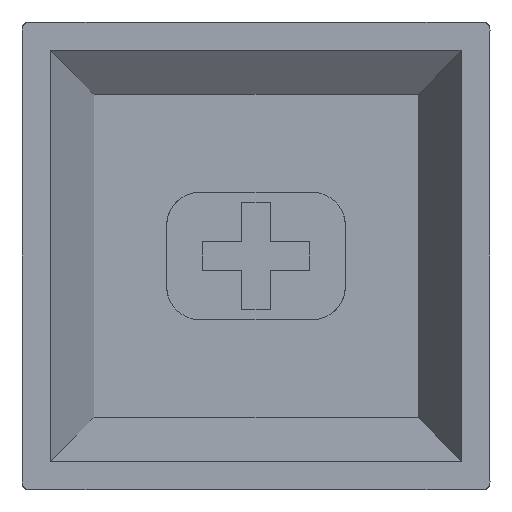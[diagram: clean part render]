
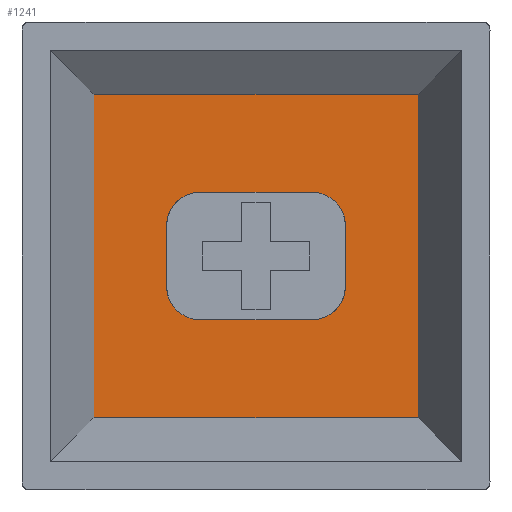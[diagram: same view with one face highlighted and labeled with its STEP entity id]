
A CAD part, front view. The second image highlights one B-rep face of the part: STEP entity #1241.
In plain terms, the highlighted planar face has unit normal (0, -1, 0).
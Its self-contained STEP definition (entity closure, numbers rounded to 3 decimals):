
#70=FACE_BOUND('',#278,.T.);
#73=B_SPLINE_CURVE_WITH_KNOTS('',3,(#1536,#1537,#1538,#1539,#1540,#1541,
#1542,#1543,#1544,#1545,#1546,#1547,#1548,#1549,#1550,#1551,#1552,#1553,
#1554,#1555,#1556,#1557),.UNSPECIFIED.,.F.,.F.,(4,3,3,3,3,3,3,4),(-0.204,
-0.175,-0.146,-0.117,-0.087,
-0.058,-0.029,0.),.UNSPECIFIED.);
#74=B_SPLINE_CURVE_WITH_KNOTS('',3,(#1561,#1562,#1563,#1564,#1565,#1566,
#1567,#1568,#1569,#1570,#1571,#1572,#1573,#1574,#1575,#1576,#1577,#1578,
#1579,#1580,#1581,#1582),.UNSPECIFIED.,.F.,.F.,(4,3,3,3,3,3,3,4),(-0.204,
-0.175,-0.146,-0.117,-0.087,
-0.058,-0.029,0.),.UNSPECIFIED.);
#75=B_SPLINE_CURVE_WITH_KNOTS('',3,(#1586,#1587,#1588,#1589,#1590,#1591,
#1592,#1593,#1594,#1595,#1596,#1597,#1598,#1599,#1600,#1601,#1602,#1603,
#1604,#1605,#1606,#1607),.UNSPECIFIED.,.F.,.F.,(4,3,3,3,3,3,3,4),(-0.204,
-0.175,-0.146,-0.117,-0.087,
-0.058,-0.029,0.),.UNSPECIFIED.);
#76=B_SPLINE_CURVE_WITH_KNOTS('',3,(#1611,#1612,#1613,#1614,#1615,#1616,
#1617,#1618,#1619,#1620,#1621,#1622,#1623,#1624,#1625,#1626,#1627,#1628,
#1629,#1630,#1631,#1632),.UNSPECIFIED.,.F.,.F.,(4,3,3,3,3,3,3,4),(-0.204,
-0.175,-0.146,-0.117,-0.087,
-0.058,-0.029,0.),.UNSPECIFIED.);
#200=FACE_OUTER_BOUND('',#277,.T.);
#277=EDGE_LOOP('',(#854,#855,#856,#857));
#278=EDGE_LOOP('',(#858,#859,#860,#861,#862,#863,#864,#865));
#375=LINE('',#1528,#449);
#376=LINE('',#1530,#450);
#377=LINE('',#1532,#451);
#378=LINE('',#1533,#452);
#379=LINE('',#1559,#453);
#380=LINE('',#1584,#454);
#381=LINE('',#1609,#455);
#382=LINE('',#1633,#456);
#449=VECTOR('',#1392,10.);
#450=VECTOR('',#1393,10.);
#451=VECTOR('',#1394,10.);
#452=VECTOR('',#1395,10.);
#453=VECTOR('',#1396,10.);
#454=VECTOR('',#1397,10.);
#455=VECTOR('',#1398,10.);
#456=VECTOR('',#1399,10.);
#517=VERTEX_POINT('',#1526);
#518=VERTEX_POINT('',#1527);
#519=VERTEX_POINT('',#1529);
#520=VERTEX_POINT('',#1531);
#521=VERTEX_POINT('',#1534);
#522=VERTEX_POINT('',#1535);
#523=VERTEX_POINT('',#1558);
#524=VERTEX_POINT('',#1560);
#525=VERTEX_POINT('',#1583);
#526=VERTEX_POINT('',#1585);
#527=VERTEX_POINT('',#1608);
#528=VERTEX_POINT('',#1610);
#647=EDGE_CURVE('',#517,#518,#375,.T.);
#648=EDGE_CURVE('',#519,#517,#376,.T.);
#649=EDGE_CURVE('',#520,#519,#377,.T.);
#650=EDGE_CURVE('',#518,#520,#378,.T.);
#651=EDGE_CURVE('',#521,#522,#73,.T.);
#652=EDGE_CURVE('',#523,#521,#379,.T.);
#653=EDGE_CURVE('',#524,#523,#74,.T.);
#654=EDGE_CURVE('',#525,#524,#380,.T.);
#655=EDGE_CURVE('',#526,#525,#75,.T.);
#656=EDGE_CURVE('',#527,#526,#381,.T.);
#657=EDGE_CURVE('',#528,#527,#76,.T.);
#658=EDGE_CURVE('',#522,#528,#382,.T.);
#854=ORIENTED_EDGE('',*,*,#647,.F.);
#855=ORIENTED_EDGE('',*,*,#648,.F.);
#856=ORIENTED_EDGE('',*,*,#649,.F.);
#857=ORIENTED_EDGE('',*,*,#650,.F.);
#858=ORIENTED_EDGE('',*,*,#651,.F.);
#859=ORIENTED_EDGE('',*,*,#652,.F.);
#860=ORIENTED_EDGE('',*,*,#653,.F.);
#861=ORIENTED_EDGE('',*,*,#654,.F.);
#862=ORIENTED_EDGE('',*,*,#655,.F.);
#863=ORIENTED_EDGE('',*,*,#656,.F.);
#864=ORIENTED_EDGE('',*,*,#657,.F.);
#865=ORIENTED_EDGE('',*,*,#658,.F.);
#1217=PLANE('',#1332);
#1241=ADVANCED_FACE('',(#200,#70),#1217,.F.);
#1332=AXIS2_PLACEMENT_3D('',#1525,#1390,#1391);
#1390=DIRECTION('center_axis',(0.,1.,0.));
#1391=DIRECTION('ref_axis',(0.,0.,1.));
#1392=DIRECTION('',(-1.,0.,0.));
#1393=DIRECTION('',(0.,0.,-1.));
#1394=DIRECTION('',(1.,0.,0.));
#1395=DIRECTION('',(0.,0.,1.));
#1396=DIRECTION('',(1.,0.,0.));
#1397=DIRECTION('',(0.,0.,-1.));
#1398=DIRECTION('',(-1.,0.,0.));
#1399=DIRECTION('',(0.,0.,1.));
#1525=CARTESIAN_POINT('Origin',(0.,4.7,0.));
#1526=CARTESIAN_POINT('',(6.349,4.7,-6.339));
#1527=CARTESIAN_POINT('',(-6.349,4.7,-6.339));
#1528=CARTESIAN_POINT('',(-4.03,4.7,-6.339));
#1529=CARTESIAN_POINT('',(6.349,4.7,6.339));
#1530=CARTESIAN_POINT('',(6.349,4.7,-4.025));
#1531=CARTESIAN_POINT('',(-6.349,4.7,6.339));
#1532=CARTESIAN_POINT('',(4.03,4.7,6.339));
#1533=CARTESIAN_POINT('',(-6.349,4.7,4.025));
#1534=CARTESIAN_POINT('',(2.,4.7,-2.5));
#1535=CARTESIAN_POINT('',(3.5,4.7,-1.));
#1536=CARTESIAN_POINT('Ctrl Pts',(2.,4.7,-2.5));
#1537=CARTESIAN_POINT('Ctrl Pts',(2.112,4.7,-2.5));
#1538=CARTESIAN_POINT('Ctrl Pts',(2.223,4.7,-2.5));
#1539=CARTESIAN_POINT('Ctrl Pts',(2.334,4.7,-2.487));
#1540=CARTESIAN_POINT('Ctrl Pts',(2.444,4.7,-2.474));
#1541=CARTESIAN_POINT('Ctrl Pts',(2.555,4.7,-2.45));
#1542=CARTESIAN_POINT('Ctrl Pts',(2.662,4.7,-2.408));
#1543=CARTESIAN_POINT('Ctrl Pts',(2.77,4.7,-2.366));
#1544=CARTESIAN_POINT('Ctrl Pts',(2.875,4.7,-2.307));
#1545=CARTESIAN_POINT('Ctrl Pts',(2.972,4.7,-2.233));
#1546=CARTESIAN_POINT('Ctrl Pts',(3.07,4.7,-2.159));
#1547=CARTESIAN_POINT('Ctrl Pts',(3.159,4.7,-2.07));
#1548=CARTESIAN_POINT('Ctrl Pts',(3.233,4.7,-1.972));
#1549=CARTESIAN_POINT('Ctrl Pts',(3.307,4.7,-1.875));
#1550=CARTESIAN_POINT('Ctrl Pts',(3.366,4.7,-1.77));
#1551=CARTESIAN_POINT('Ctrl Pts',(3.408,4.7,-1.662));
#1552=CARTESIAN_POINT('Ctrl Pts',(3.45,4.7,-1.555));
#1553=CARTESIAN_POINT('Ctrl Pts',(3.474,4.7,-1.444));
#1554=CARTESIAN_POINT('Ctrl Pts',(3.487,4.7,-1.334));
#1555=CARTESIAN_POINT('Ctrl Pts',(3.499,4.7,-1.223));
#1556=CARTESIAN_POINT('Ctrl Pts',(3.5,4.7,-1.112));
#1557=CARTESIAN_POINT('Ctrl Pts',(3.5,4.7,-1.));
#1558=CARTESIAN_POINT('',(-2.,4.7,-2.5));
#1559=CARTESIAN_POINT('',(-1.75,4.7,-2.5));
#1560=CARTESIAN_POINT('',(-3.5,4.7,-1.));
#1561=CARTESIAN_POINT('Ctrl Pts',(-3.5,4.7,-1.));
#1562=CARTESIAN_POINT('Ctrl Pts',(-3.5,4.7,-1.112));
#1563=CARTESIAN_POINT('Ctrl Pts',(-3.5,4.7,-1.223));
#1564=CARTESIAN_POINT('Ctrl Pts',(-3.487,4.7,-1.334));
#1565=CARTESIAN_POINT('Ctrl Pts',(-3.474,4.7,-1.444));
#1566=CARTESIAN_POINT('Ctrl Pts',(-3.45,4.7,-1.555));
#1567=CARTESIAN_POINT('Ctrl Pts',(-3.408,4.7,-1.662));
#1568=CARTESIAN_POINT('Ctrl Pts',(-3.366,4.7,-1.77));
#1569=CARTESIAN_POINT('Ctrl Pts',(-3.307,4.7,-1.875));
#1570=CARTESIAN_POINT('Ctrl Pts',(-3.233,4.7,-1.972));
#1571=CARTESIAN_POINT('Ctrl Pts',(-3.159,4.7,-2.07));
#1572=CARTESIAN_POINT('Ctrl Pts',(-3.07,4.7,-2.159));
#1573=CARTESIAN_POINT('Ctrl Pts',(-2.972,4.7,-2.233));
#1574=CARTESIAN_POINT('Ctrl Pts',(-2.875,4.7,-2.307));
#1575=CARTESIAN_POINT('Ctrl Pts',(-2.77,4.7,-2.366));
#1576=CARTESIAN_POINT('Ctrl Pts',(-2.662,4.7,-2.408));
#1577=CARTESIAN_POINT('Ctrl Pts',(-2.555,4.7,-2.45));
#1578=CARTESIAN_POINT('Ctrl Pts',(-2.444,4.7,-2.474));
#1579=CARTESIAN_POINT('Ctrl Pts',(-2.334,4.7,-2.487));
#1580=CARTESIAN_POINT('Ctrl Pts',(-2.223,4.7,-2.499));
#1581=CARTESIAN_POINT('Ctrl Pts',(-2.112,4.7,-2.5));
#1582=CARTESIAN_POINT('Ctrl Pts',(-2.,4.7,-2.5));
#1583=CARTESIAN_POINT('',(-3.5,4.7,1.));
#1584=CARTESIAN_POINT('',(-3.5,4.7,1.25));
#1585=CARTESIAN_POINT('',(-2.,4.7,2.5));
#1586=CARTESIAN_POINT('Ctrl Pts',(-2.,4.7,2.5));
#1587=CARTESIAN_POINT('Ctrl Pts',(-2.112,4.7,2.5));
#1588=CARTESIAN_POINT('Ctrl Pts',(-2.223,4.7,2.5));
#1589=CARTESIAN_POINT('Ctrl Pts',(-2.334,4.7,2.487));
#1590=CARTESIAN_POINT('Ctrl Pts',(-2.444,4.7,2.474));
#1591=CARTESIAN_POINT('Ctrl Pts',(-2.555,4.7,2.45));
#1592=CARTESIAN_POINT('Ctrl Pts',(-2.662,4.7,2.408));
#1593=CARTESIAN_POINT('Ctrl Pts',(-2.77,4.7,2.366));
#1594=CARTESIAN_POINT('Ctrl Pts',(-2.875,4.7,2.307));
#1595=CARTESIAN_POINT('Ctrl Pts',(-2.972,4.7,2.233));
#1596=CARTESIAN_POINT('Ctrl Pts',(-3.07,4.7,2.159));
#1597=CARTESIAN_POINT('Ctrl Pts',(-3.159,4.7,2.07));
#1598=CARTESIAN_POINT('Ctrl Pts',(-3.233,4.7,1.972));
#1599=CARTESIAN_POINT('Ctrl Pts',(-3.307,4.7,1.875));
#1600=CARTESIAN_POINT('Ctrl Pts',(-3.366,4.7,1.77));
#1601=CARTESIAN_POINT('Ctrl Pts',(-3.408,4.7,1.662));
#1602=CARTESIAN_POINT('Ctrl Pts',(-3.45,4.7,1.555));
#1603=CARTESIAN_POINT('Ctrl Pts',(-3.474,4.7,1.444));
#1604=CARTESIAN_POINT('Ctrl Pts',(-3.487,4.7,1.334));
#1605=CARTESIAN_POINT('Ctrl Pts',(-3.499,4.7,1.223));
#1606=CARTESIAN_POINT('Ctrl Pts',(-3.5,4.7,1.112));
#1607=CARTESIAN_POINT('Ctrl Pts',(-3.5,4.7,1.));
#1608=CARTESIAN_POINT('',(2.,4.7,2.5));
#1609=CARTESIAN_POINT('',(1.75,4.7,2.5));
#1610=CARTESIAN_POINT('',(3.5,4.7,1.));
#1611=CARTESIAN_POINT('Ctrl Pts',(3.5,4.7,1.));
#1612=CARTESIAN_POINT('Ctrl Pts',(3.5,4.7,1.112));
#1613=CARTESIAN_POINT('Ctrl Pts',(3.5,4.7,1.223));
#1614=CARTESIAN_POINT('Ctrl Pts',(3.487,4.7,1.334));
#1615=CARTESIAN_POINT('Ctrl Pts',(3.474,4.7,1.444));
#1616=CARTESIAN_POINT('Ctrl Pts',(3.45,4.7,1.555));
#1617=CARTESIAN_POINT('Ctrl Pts',(3.408,4.7,1.662));
#1618=CARTESIAN_POINT('Ctrl Pts',(3.366,4.7,1.77));
#1619=CARTESIAN_POINT('Ctrl Pts',(3.307,4.7,1.875));
#1620=CARTESIAN_POINT('Ctrl Pts',(3.233,4.7,1.972));
#1621=CARTESIAN_POINT('Ctrl Pts',(3.159,4.7,2.07));
#1622=CARTESIAN_POINT('Ctrl Pts',(3.07,4.7,2.159));
#1623=CARTESIAN_POINT('Ctrl Pts',(2.972,4.7,2.233));
#1624=CARTESIAN_POINT('Ctrl Pts',(2.875,4.7,2.307));
#1625=CARTESIAN_POINT('Ctrl Pts',(2.77,4.7,2.366));
#1626=CARTESIAN_POINT('Ctrl Pts',(2.662,4.7,2.408));
#1627=CARTESIAN_POINT('Ctrl Pts',(2.555,4.7,2.45));
#1628=CARTESIAN_POINT('Ctrl Pts',(2.444,4.7,2.474));
#1629=CARTESIAN_POINT('Ctrl Pts',(2.334,4.7,2.487));
#1630=CARTESIAN_POINT('Ctrl Pts',(2.223,4.7,2.499));
#1631=CARTESIAN_POINT('Ctrl Pts',(2.112,4.7,2.5));
#1632=CARTESIAN_POINT('Ctrl Pts',(2.,4.7,2.5));
#1633=CARTESIAN_POINT('',(3.5,4.7,-1.25));
